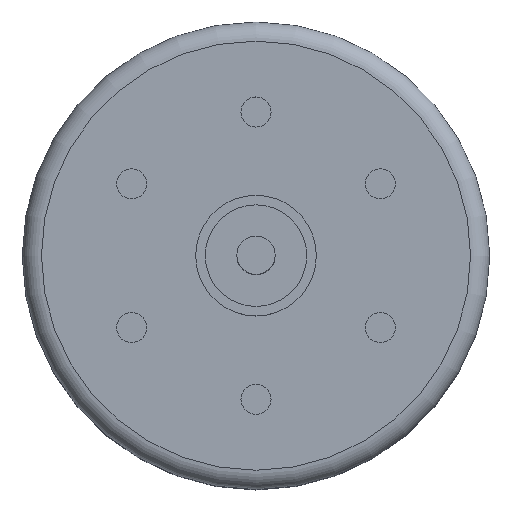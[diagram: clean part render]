
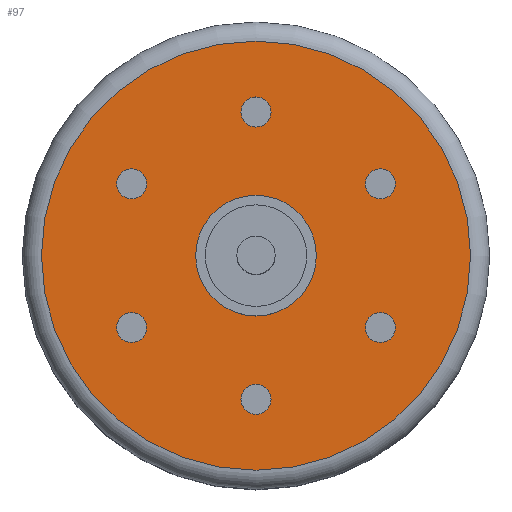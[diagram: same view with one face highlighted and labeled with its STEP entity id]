
A CAD part, top view. The second image highlights one B-rep face of the part: STEP entity #97.
In plain terms, the highlighted planar face has unit normal (0, 0, 1).
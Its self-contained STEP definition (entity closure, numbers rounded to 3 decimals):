
#97 = ADVANCED_FACE( '', ( #236, #237, #238, #239, #240, #241, #242, #243 ), #244, .T. );
#236 = FACE_BOUND( '', #429, .T. );
#237 = FACE_BOUND( '', #430, .T. );
#238 = FACE_BOUND( '', #431, .T. );
#239 = FACE_BOUND( '', #432, .T. );
#240 = FACE_BOUND( '', #433, .T. );
#241 = FACE_BOUND( '', #434, .T. );
#242 = FACE_OUTER_BOUND( '', #435, .T. );
#243 = FACE_BOUND( '', #436, .T. );
#244 = PLANE( '', #437 );
#429 = EDGE_LOOP( '', ( #669 ) );
#430 = EDGE_LOOP( '', ( #670 ) );
#431 = EDGE_LOOP( '', ( #671 ) );
#432 = EDGE_LOOP( '', ( #672 ) );
#433 = EDGE_LOOP( '', ( #673 ) );
#434 = EDGE_LOOP( '', ( #674 ) );
#435 = EDGE_LOOP( '', ( #675 ) );
#436 = EDGE_LOOP( '', ( #676 ) );
#437 = AXIS2_PLACEMENT_3D( '', #677, #678, #679 );
#669 = ORIENTED_EDGE( '', *, *, #914, .T. );
#670 = ORIENTED_EDGE( '', *, *, #974, .T. );
#671 = ORIENTED_EDGE( '', *, *, #975, .T. );
#672 = ORIENTED_EDGE( '', *, *, #935, .T. );
#673 = ORIENTED_EDGE( '', *, *, #976, .T. );
#674 = ORIENTED_EDGE( '', *, *, #977, .T. );
#675 = ORIENTED_EDGE( '', *, *, #978, .T. );
#676 = ORIENTED_EDGE( '', *, *, #979, .F. );
#677 = CARTESIAN_POINT( '', ( 3.15, 0., 20.1 ) );
#678 = DIRECTION( '', ( 0., 0., 1. ) );
#679 = DIRECTION( '', ( 1., 0., 0. ) );
#914 = EDGE_CURVE( '', #1043, #1043, #1044, .T. );
#935 = EDGE_CURVE( '', #1081, #1081, #1082, .T. );
#974 = EDGE_CURVE( '', #1145, #1145, #1146, .T. );
#975 = EDGE_CURVE( '', #1147, #1147, #1148, .T. );
#976 = EDGE_CURVE( '', #1149, #1149, #1150, .T. );
#977 = EDGE_CURVE( '', #1151, #1151, #1152, .T. );
#978 = EDGE_CURVE( '', #1153, #1153, #1154, .T. );
#979 = EDGE_CURVE( '', #1155, #1155, #1156, .T. );
#1043 = VERTEX_POINT( '', #1238 );
#1044 = CIRCLE( '', #1239, 0.784 );
#1081 = VERTEX_POINT( '', #1285 );
#1082 = CIRCLE( '', #1286, 0.783 );
#1145 = VERTEX_POINT( '', #1364 );
#1146 = CIRCLE( '', #1365, 0.783 );
#1147 = VERTEX_POINT( '', #1366 );
#1148 = CIRCLE( '', #1367, 0.784 );
#1149 = VERTEX_POINT( '', #1368 );
#1150 = CIRCLE( '', #1369, 0.784 );
#1151 = VERTEX_POINT( '', #1370 );
#1152 = CIRCLE( '', #1371, 0.784 );
#1153 = VERTEX_POINT( '', #1372 );
#1154 = CIRCLE( '', #1373, 11.2 );
#1155 = VERTEX_POINT( '', #1374 );
#1156 = CIRCLE( '', #1375, 3.15 );
#1238 = CARTESIAN_POINT( '', ( -5.817, 3.358, 20.1 ) );
#1239 = AXIS2_PLACEMENT_3D( '', #1468, #1469, #1470 );
#1285 = CARTESIAN_POINT( '', ( 5.817, -3.358, 20.1 ) );
#1286 = AXIS2_PLACEMENT_3D( '', #1501, #1502, #1503 );
#1364 = CARTESIAN_POINT( '', ( -5.817, -3.358, 20.1 ) );
#1365 = AXIS2_PLACEMENT_3D( '', #1561, #1562, #1563 );
#1366 = CARTESIAN_POINT( '', ( 0., -6.717, 20.1 ) );
#1367 = AXIS2_PLACEMENT_3D( '', #1564, #1565, #1566 );
#1368 = CARTESIAN_POINT( '', ( 5.817, 3.358, 20.1 ) );
#1369 = AXIS2_PLACEMENT_3D( '', #1567, #1568, #1569 );
#1370 = CARTESIAN_POINT( '', ( 0., 6.717, 20.1 ) );
#1371 = AXIS2_PLACEMENT_3D( '', #1570, #1571, #1572 );
#1372 = CARTESIAN_POINT( '', ( 11.2, 0., 20.1 ) );
#1373 = AXIS2_PLACEMENT_3D( '', #1573, #1574, #1575 );
#1374 = CARTESIAN_POINT( '', ( 3.15, 0., 20.1 ) );
#1375 = AXIS2_PLACEMENT_3D( '', #1576, #1577, #1578 );
#1468 = CARTESIAN_POINT( '', ( -6.495, 3.75, 20.1 ) );
#1469 = DIRECTION( '', ( 0., 0., -1. ) );
#1470 = DIRECTION( '', ( 0.866, -0.5, 0. ) );
#1501 = CARTESIAN_POINT( '', ( 6.495, -3.75, 20.1 ) );
#1502 = DIRECTION( '', ( 0., 0., -1. ) );
#1503 = DIRECTION( '', ( -0.866, 0.5, 0. ) );
#1561 = CARTESIAN_POINT( '', ( -6.495, -3.75, 20.1 ) );
#1562 = DIRECTION( '', ( 0., 0., -1. ) );
#1563 = DIRECTION( '', ( 0.866, 0.5, 0. ) );
#1564 = CARTESIAN_POINT( '', ( 0., -7.5, 20.1 ) );
#1565 = DIRECTION( '', ( 0., 0., -1. ) );
#1566 = DIRECTION( '', ( 0., 1., 0. ) );
#1567 = CARTESIAN_POINT( '', ( 6.495, 3.75, 20.1 ) );
#1568 = DIRECTION( '', ( 0., 0., -1. ) );
#1569 = DIRECTION( '', ( -0.866, -0.5, 0. ) );
#1570 = CARTESIAN_POINT( '', ( 0., 7.5, 20.1 ) );
#1571 = DIRECTION( '', ( 0., 0., -1. ) );
#1572 = DIRECTION( '', ( 0., -1., 0. ) );
#1573 = CARTESIAN_POINT( '', ( 0., 0., 20.1 ) );
#1574 = DIRECTION( '', ( 0., 0., 1. ) );
#1575 = DIRECTION( '', ( 1., 0., 0. ) );
#1576 = CARTESIAN_POINT( '', ( 0., 0., 20.1 ) );
#1577 = DIRECTION( '', ( 0., 0., 1. ) );
#1578 = DIRECTION( '', ( 1., 0., 0. ) );
